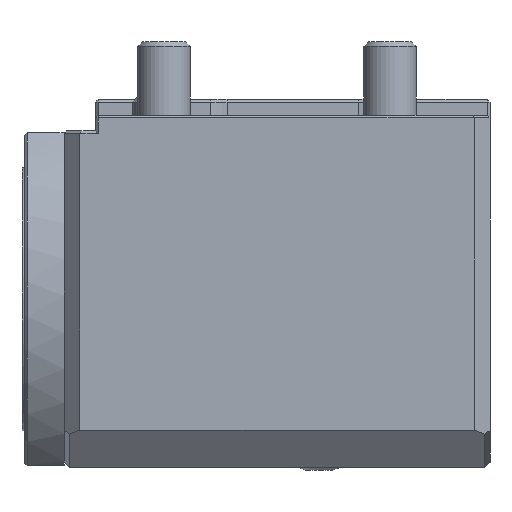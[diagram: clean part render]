
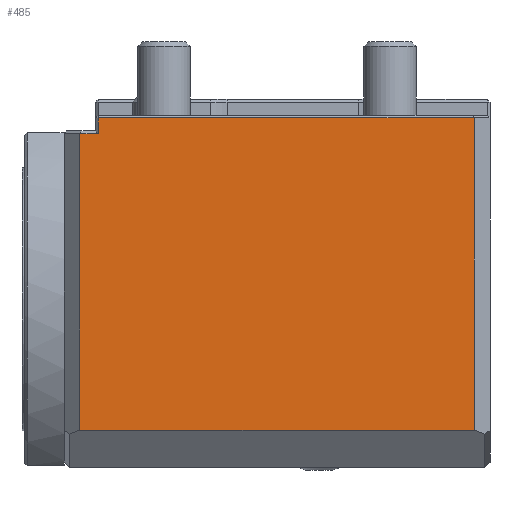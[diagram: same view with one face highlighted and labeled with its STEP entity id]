
A CAD part, front view. The second image highlights one B-rep face of the part: STEP entity #485.
In plain terms, the highlighted planar face has unit normal (0, -1, 0).
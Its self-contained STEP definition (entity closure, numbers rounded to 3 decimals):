
#60=LINE('',#2703,#215);
#63=LINE('',#2709,#218);
#126=LINE('',#2870,#281);
#127=LINE('',#2872,#282);
#128=LINE('',#2875,#283);
#129=LINE('',#2876,#284);
#215=VECTOR('',#1977,1.);
#218=VECTOR('',#1982,1.);
#281=VECTOR('',#2113,1.);
#282=VECTOR('',#2116,1.);
#283=VECTOR('',#2117,1.);
#284=VECTOR('',#2118,1.);
#485=ADVANCED_FACE('',(#680),#593,.T.);
#593=PLANE('',#1824);
#680=FACE_OUTER_BOUND('',#774,.T.);
#774=EDGE_LOOP('',(#1036,#1037,#1038,#1039,#1040,#1041));
#1036=ORIENTED_EDGE('',*,*,#1570,.T.);
#1037=ORIENTED_EDGE('',*,*,#1571,.T.);
#1038=ORIENTED_EDGE('',*,*,#1494,.T.);
#1039=ORIENTED_EDGE('',*,*,#1491,.T.);
#1040=ORIENTED_EDGE('',*,*,#1569,.T.);
#1041=ORIENTED_EDGE('',*,*,#1572,.F.);
#1345=VERTEX_POINT('',#2702);
#1346=VERTEX_POINT('',#2704);
#1348=VERTEX_POINT('',#2710);
#1395=VERTEX_POINT('',#2869);
#1396=VERTEX_POINT('',#2873);
#1397=VERTEX_POINT('',#2874);
#1491=EDGE_CURVE('',#1346,#1345,#60,.T.);
#1494=EDGE_CURVE('',#1348,#1346,#63,.T.);
#1569=EDGE_CURVE('',#1345,#1395,#126,.T.);
#1570=EDGE_CURVE('',#1396,#1397,#127,.T.);
#1571=EDGE_CURVE('',#1397,#1348,#128,.T.);
#1572=EDGE_CURVE('',#1396,#1395,#129,.T.);
#1824=AXIS2_PLACEMENT_3D('',#2877,#2119,#2120);
#1977=DIRECTION('',(-1.,0.,0.));
#1982=DIRECTION('',(0.,0.,-1.));
#2113=DIRECTION('',(0.,0.,-1.));
#2116=DIRECTION('',(0.,0.,1.));
#2117=DIRECTION('',(-1.,0.,0.));
#2118=DIRECTION('',(-1.,0.,0.));
#2119=DIRECTION('',(0.,-1.,0.));
#2120=DIRECTION('',(0.,0.,1.));
#2702=CARTESIAN_POINT('',(-16.,-45.5,-3.5));
#2703=CARTESIAN_POINT('',(62.,-45.5,-3.5));
#2704=CARTESIAN_POINT('',(-12.5,-45.5,-3.5));
#2709=CARTESIAN_POINT('',(-12.5,-45.5,-59.903));
#2710=CARTESIAN_POINT('',(-12.5,-45.5,-0.5));
#2869=CARTESIAN_POINT('',(-16.,-45.5,-59.903));
#2870=CARTESIAN_POINT('',(-16.,-45.5,-59.903));
#2872=CARTESIAN_POINT('',(59.,-45.5,0.));
#2873=CARTESIAN_POINT('',(59.,-45.5,-59.903));
#2874=CARTESIAN_POINT('',(59.,-45.5,-0.5));
#2875=CARTESIAN_POINT('',(62.,-45.5,-0.5));
#2876=CARTESIAN_POINT('',(62.,-45.5,-59.903));
#2877=CARTESIAN_POINT('',(62.,-45.5,-59.903));
